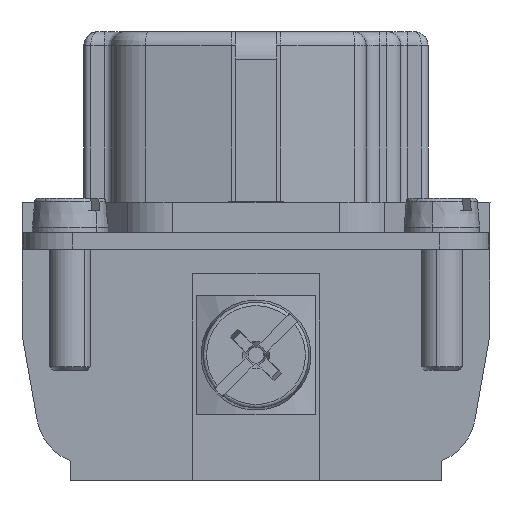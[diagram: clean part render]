
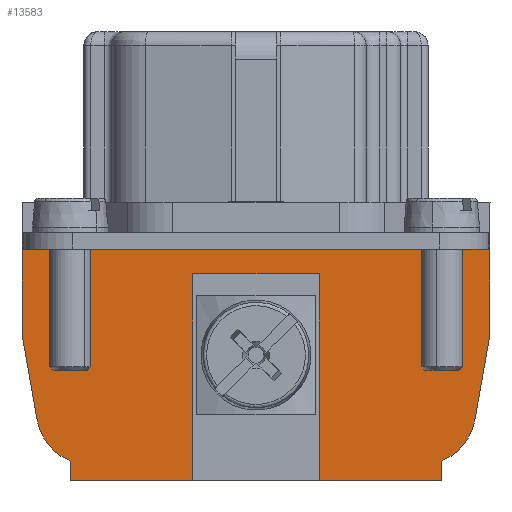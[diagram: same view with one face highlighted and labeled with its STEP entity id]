
A CAD part, left-side view. The second image highlights one B-rep face of the part: STEP entity #13583.
In plain terms, the highlighted planar face has unit normal (-0.999, 0, -0.035).
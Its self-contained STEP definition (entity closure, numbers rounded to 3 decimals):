
#11330=FACE_OUTER_BOUND('',#18330,.T.);
#13298=ELLIPSE('',#48833,4.002,4.);
#13299=ELLIPSE('',#48834,4.002,4.);
#13583=ADVANCED_FACE('',(#11330),#15678,.F.);
#15678=PLANE('',#48835);
#18330=EDGE_LOOP('',(#21327,#21328,#21329,#21330,#21331,#21332,#21333,#21334,
#21335,#21336,#21337,#21338,#21339,#21340,#21341,#21342,#21343,#21344,#21345,
#21346,#21347,#21348,#21349,#21350));
#21327=ORIENTED_EDGE('',*,*,#35541,.F.);
#21328=ORIENTED_EDGE('',*,*,#35542,.F.);
#21329=ORIENTED_EDGE('',*,*,#35543,.T.);
#21330=ORIENTED_EDGE('',*,*,#35543,.F.);
#21331=ORIENTED_EDGE('',*,*,#35544,.F.);
#21332=ORIENTED_EDGE('',*,*,#35545,.F.);
#21333=ORIENTED_EDGE('',*,*,#35546,.T.);
#21334=ORIENTED_EDGE('',*,*,#35547,.T.);
#21335=ORIENTED_EDGE('',*,*,#35548,.T.);
#21336=ORIENTED_EDGE('',*,*,#35549,.T.);
#21337=ORIENTED_EDGE('',*,*,#35550,.F.);
#21338=ORIENTED_EDGE('',*,*,#35551,.T.);
#21339=ORIENTED_EDGE('',*,*,#35552,.T.);
#21340=ORIENTED_EDGE('',*,*,#35553,.T.);
#21341=ORIENTED_EDGE('',*,*,#35554,.T.);
#21342=ORIENTED_EDGE('',*,*,#35555,.T.);
#21343=ORIENTED_EDGE('',*,*,#35556,.T.);
#21344=ORIENTED_EDGE('',*,*,#35557,.T.);
#21345=ORIENTED_EDGE('',*,*,#35558,.F.);
#21346=ORIENTED_EDGE('',*,*,#35559,.T.);
#21347=ORIENTED_EDGE('',*,*,#35559,.F.);
#21348=ORIENTED_EDGE('',*,*,#35560,.F.);
#21349=ORIENTED_EDGE('',*,*,#35561,.T.);
#21350=ORIENTED_EDGE('',*,*,#35562,.F.);
#31999=VERTEX_POINT('',#60880);
#32000=VERTEX_POINT('',#60881);
#32001=VERTEX_POINT('',#60883);
#32002=VERTEX_POINT('',#60885);
#32003=VERTEX_POINT('',#60887);
#32004=VERTEX_POINT('',#60889);
#32005=VERTEX_POINT('',#60891);
#32006=VERTEX_POINT('',#60893);
#32007=VERTEX_POINT('',#60895);
#32008=VERTEX_POINT('',#60897);
#32009=VERTEX_POINT('',#60899);
#32010=VERTEX_POINT('',#60901);
#32011=VERTEX_POINT('',#60903);
#32012=VERTEX_POINT('',#60905);
#32013=VERTEX_POINT('',#60907);
#32014=VERTEX_POINT('',#60909);
#32015=VERTEX_POINT('',#60911);
#32016=VERTEX_POINT('',#60913);
#32017=VERTEX_POINT('',#60915);
#32018=VERTEX_POINT('',#60917);
#32019=VERTEX_POINT('',#60919);
#32020=VERTEX_POINT('',#60921);
#35541=EDGE_CURVE('',#31999,#32000,#40818,.T.);
#35542=EDGE_CURVE('',#32001,#31999,#40819,.T.);
#35543=EDGE_CURVE('',#32001,#32002,#40820,.T.);
#35544=EDGE_CURVE('',#32003,#32001,#40821,.T.);
#35545=EDGE_CURVE('',#32004,#32003,#40822,.T.);
#35546=EDGE_CURVE('',#32004,#32005,#13298,.T.);
#35547=EDGE_CURVE('',#32005,#32006,#40823,.T.);
#35548=EDGE_CURVE('',#32006,#32007,#40824,.T.);
#35549=EDGE_CURVE('',#32007,#32008,#40825,.T.);
#35550=EDGE_CURVE('',#32009,#32008,#40826,.T.);
#35551=EDGE_CURVE('',#32009,#32010,#40827,.T.);
#35552=EDGE_CURVE('',#32010,#32011,#40828,.T.);
#35553=EDGE_CURVE('',#32011,#32012,#40829,.T.);
#35554=EDGE_CURVE('',#32012,#32013,#40830,.T.);
#35555=EDGE_CURVE('',#32013,#32014,#40831,.T.);
#35556=EDGE_CURVE('',#32014,#32015,#13299,.T.);
#35557=EDGE_CURVE('',#32015,#32016,#40832,.T.);
#35558=EDGE_CURVE('',#32017,#32016,#40833,.T.);
#35559=EDGE_CURVE('',#32017,#32018,#40834,.T.);
#35560=EDGE_CURVE('',#32019,#32017,#40835,.T.);
#35561=EDGE_CURVE('',#32019,#32020,#40836,.T.);
#35562=EDGE_CURVE('',#32000,#32020,#40837,.T.);
#40818=LINE('',#60879,#44669);
#40819=LINE('',#60882,#44670);
#40820=LINE('',#60884,#44671);
#40821=LINE('',#60886,#44672);
#40822=LINE('',#60888,#44673);
#40823=LINE('',#60892,#44674);
#40824=LINE('',#60894,#44675);
#40825=LINE('',#60896,#44676);
#40826=LINE('',#60898,#44677);
#40827=LINE('',#60900,#44678);
#40828=LINE('',#60902,#44679);
#40829=LINE('',#60904,#44680);
#40830=LINE('',#60906,#44681);
#40831=LINE('',#60908,#44682);
#40832=LINE('',#60912,#44683);
#40833=LINE('',#60914,#44684);
#40834=LINE('',#60916,#44685);
#40835=LINE('',#60918,#44686);
#40836=LINE('',#60920,#44687);
#40837=LINE('',#60922,#44688);
#44669=VECTOR('',#51504,1.);
#44670=VECTOR('',#51505,1.);
#44671=VECTOR('',#51506,1.);
#44672=VECTOR('',#51507,1.);
#44673=VECTOR('',#51508,1.);
#44674=VECTOR('',#51511,1.);
#44675=VECTOR('',#51512,1.);
#44676=VECTOR('',#51513,1.);
#44677=VECTOR('',#51514,1.);
#44678=VECTOR('',#51515,1.);
#44679=VECTOR('',#51516,1.);
#44680=VECTOR('',#51517,1.);
#44681=VECTOR('',#51518,1.);
#44682=VECTOR('',#51519,1.);
#44683=VECTOR('',#51522,1.);
#44684=VECTOR('',#51523,1.);
#44685=VECTOR('',#51524,1.);
#44686=VECTOR('',#51525,1.);
#44687=VECTOR('',#51526,1.);
#44688=VECTOR('',#51527,1.);
#48833=AXIS2_PLACEMENT_3D('',#60890,#51509,#51510);
#48834=AXIS2_PLACEMENT_3D('',#60910,#51520,#51521);
#48835=AXIS2_PLACEMENT_3D('',#60923,#51528,#51529);
#51504=DIRECTION('',(-0.035,0.,0.999));
#51505=DIRECTION('',(0.,1.,0.));
#51506=DIRECTION('',(-0.035,0.,0.999));
#51507=DIRECTION('',(0.,1.,0.));
#51508=DIRECTION('',(0.035,0.,-0.999));
#51509=DIRECTION('',(-0.999,0.,-0.035));
#51510=DIRECTION('',(-0.035,0.,0.999));
#51511=DIRECTION('',(-0.034,-0.174,0.984));
#51512=DIRECTION('',(-0.035,0.,0.999));
#51513=DIRECTION('',(0.,1.,0.));
#51514=DIRECTION('',(-0.035,0.,0.999));
#51515=DIRECTION('',(0.,1.,0.));
#51516=DIRECTION('',(-0.035,0.,0.999));
#51517=DIRECTION('',(0.,1.,0.));
#51518=DIRECTION('',(0.035,0.,-0.999));
#51519=DIRECTION('',(0.034,-0.174,-0.984));
#51520=DIRECTION('',(-0.999,0.,-0.035));
#51521=DIRECTION('',(0.035,0.,-0.999));
#51522=DIRECTION('',(0.035,0.,-0.999));
#51523=DIRECTION('',(0.,1.,0.));
#51524=DIRECTION('',(-0.035,0.,0.999));
#51525=DIRECTION('',(0.,1.,0.));
#51526=DIRECTION('',(-0.035,0.,0.999));
#51527=DIRECTION('',(0.,1.,0.));
#51528=DIRECTION('',(0.999,0.,0.035));
#51529=DIRECTION('',(0.035,0.,-0.999));
#60879=CARTESIAN_POINT('',(-48.217,-4.6,-1.436));
#60880=CARTESIAN_POINT('',(-47.674,-4.6,-17.));
#60881=CARTESIAN_POINT('',(-48.198,-4.6,-2.));
#60882=CARTESIAN_POINT('',(-47.674,-4.14,-17.));
#60883=CARTESIAN_POINT('',(-47.674,-9.,-17.));
#60884=CARTESIAN_POINT('',(-47.674,-9.,-16.99));
#60885=CARTESIAN_POINT('',(-47.712,-9.,-15.9));
#60886=CARTESIAN_POINT('',(-47.674,-9.,-17.));
#60887=CARTESIAN_POINT('',(-47.674,-13.5,-17.));
#60888=CARTESIAN_POINT('',(-47.984,-13.5,-8.118));
#60889=CARTESIAN_POINT('',(-47.723,-13.5,-15.595));
#60890=CARTESIAN_POINT('',(-47.852,-11.968,-11.9));
#60891=CARTESIAN_POINT('',(-47.828,-15.908,-12.595));
#60892=CARTESIAN_POINT('',(-47.697,-15.249,-16.33));
#60893=CARTESIAN_POINT('',(-48.044,-17.,-6.4));
#60894=CARTESIAN_POINT('',(-48.043,-17.,-6.432));
#60895=CARTESIAN_POINT('',(-48.302,-17.,1.));
#60896=CARTESIAN_POINT('',(-48.302,-7.85,1.));
#60897=CARTESIAN_POINT('',(-48.302,-16.9,1.));
#60898=CARTESIAN_POINT('',(-48.217,-16.9,-1.436));
#60899=CARTESIAN_POINT('',(-48.26,-16.9,-0.2));
#60900=CARTESIAN_POINT('',(-48.26,-7.85,-0.2));
#60901=CARTESIAN_POINT('',(-48.26,16.9,-0.2));
#60902=CARTESIAN_POINT('',(-48.217,16.9,-1.436));
#60903=CARTESIAN_POINT('',(-48.302,16.9,1.));
#60904=CARTESIAN_POINT('',(-48.302,-13.,1.));
#60905=CARTESIAN_POINT('',(-48.302,17.,1.));
#60906=CARTESIAN_POINT('',(-48.301,17.,0.963));
#60907=CARTESIAN_POINT('',(-48.044,17.,-6.4));
#60908=CARTESIAN_POINT('',(-47.802,15.778,-13.333));
#60909=CARTESIAN_POINT('',(-47.828,15.908,-12.595));
#60910=CARTESIAN_POINT('',(-47.852,11.968,-11.9));
#60911=CARTESIAN_POINT('',(-47.723,13.5,-15.595));
#60912=CARTESIAN_POINT('',(-47.674,13.5,-16.99));
#60913=CARTESIAN_POINT('',(-47.674,13.5,-17.));
#60914=CARTESIAN_POINT('',(-47.674,9.,-17.));
#60915=CARTESIAN_POINT('',(-47.674,9.,-17.));
#60916=CARTESIAN_POINT('',(-47.674,9.,-16.99));
#60917=CARTESIAN_POINT('',(-47.712,9.,-15.9));
#60918=CARTESIAN_POINT('',(-47.674,-4.14,-17.));
#60919=CARTESIAN_POINT('',(-47.674,4.6,-17.));
#60920=CARTESIAN_POINT('',(-48.217,4.6,-1.436));
#60921=CARTESIAN_POINT('',(-48.198,4.6,-2.));
#60922=CARTESIAN_POINT('',(-48.198,-7.85,-2.));
#60923=CARTESIAN_POINT('',(-48.217,-7.85,-1.436));
